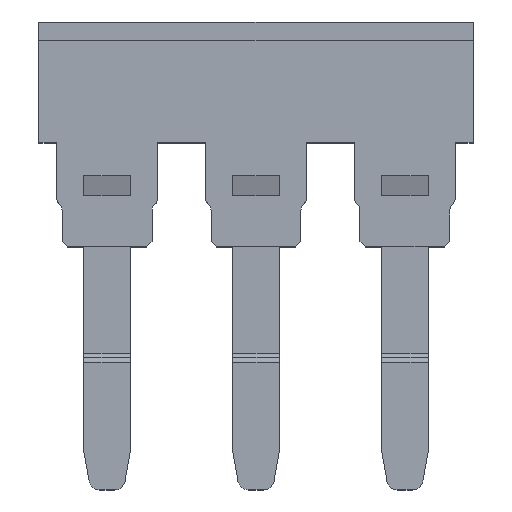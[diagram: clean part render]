
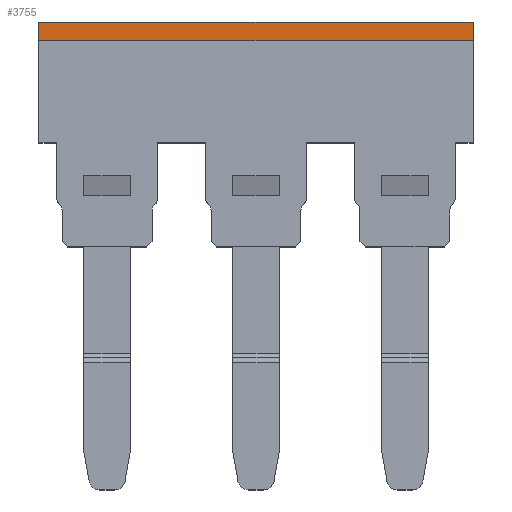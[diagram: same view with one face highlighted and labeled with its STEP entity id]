
A CAD part, top view. The second image highlights one B-rep face of the part: STEP entity #3755.
In plain terms, the highlighted planar face has unit normal (0, 0, 1).
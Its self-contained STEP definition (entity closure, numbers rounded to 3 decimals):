
#11 = ORIENTED_EDGE ( 'NONE', *, *, #3790, .F. ) ;
#31 = ORIENTED_EDGE ( 'NONE', *, *, #3768, .T. ) ;
#41 = ORIENTED_EDGE ( 'NONE', *, *, #3767, .T. ) ;
#66 = ORIENTED_EDGE ( 'NONE', *, *, #3784, .T. ) ;
#200 = CARTESIAN_POINT ( 'NONE',  ( 1157.594, 673.088, 3.75 ) ) ;
#202 = CARTESIAN_POINT ( 'NONE',  ( 1129.594, 673.088, 3.75 ) ) ;
#210 = CARTESIAN_POINT ( 'NONE',  ( 1129.594, 674.288, 3.75 ) ) ;
#251 = CARTESIAN_POINT ( 'NONE',  ( 1157.594, 674.288, 3.75 ) ) ;
#908 = LINE ( 'NONE', #974, #3467 ) ;
#920 = DIRECTION ( 'NONE',  ( 1., 0., 0. ) ) ;
#933 = DIRECTION ( 'NONE',  ( 0., 0., 1. ) ) ;
#935 = PLANE ( 'NONE',  #3440 ) ;
#946 = CARTESIAN_POINT ( 'NONE',  ( 1129.594, 673.088, 3.75 ) ) ;
#954 = FACE_OUTER_BOUND ( 'NONE', #2591, .T. ) ;
#974 = CARTESIAN_POINT ( 'NONE',  ( 1129.594, 666.621, 3.75 ) ) ;
#976 = CARTESIAN_POINT ( 'NONE',  ( 1129.594, 674.288, 3.75 ) ) ;
#977 = LINE ( 'NONE', #976, #3474 ) ;
#982 = DIRECTION ( 'NONE',  ( -1., 0., 0. ) ) ;
#992 = DIRECTION ( 'NONE',  ( 0., -1., 0. ) ) ;
#1003 = DIRECTION ( 'NONE',  ( -1., 0., 0. ) ) ;
#1010 = LINE ( 'NONE', #1022, #3469 ) ;
#1022 = CARTESIAN_POINT ( 'NONE',  ( 1129.594, 673.088, 3.75 ) ) ;
#1023 = LINE ( 'NONE', #1029, #3486 ) ;
#1029 = CARTESIAN_POINT ( 'NONE',  ( 1157.594, 673.088, 3.75 ) ) ;
#1038 = DIRECTION ( 'NONE',  ( 0., 1., 0. ) ) ;
#2344 = VERTEX_POINT ( 'NONE', #251 ) ;
#2352 = VERTEX_POINT ( 'NONE', #200 ) ;
#2365 = VERTEX_POINT ( 'NONE', #202 ) ;
#2378 = VERTEX_POINT ( 'NONE', #210 ) ;
#2591 = EDGE_LOOP ( 'NONE', ( #41, #31, #11, #66 ) ) ;
#3440 = AXIS2_PLACEMENT_3D ( 'NONE', #946, #933, #920 ) ;
#3467 = VECTOR ( 'NONE', #992, 1000. ) ;
#3469 = VECTOR ( 'NONE', #1003, 1000. ) ;
#3474 = VECTOR ( 'NONE', #982, 1000. ) ;
#3486 = VECTOR ( 'NONE', #1038, 1000. ) ;
#3755 = ADVANCED_FACE ( 'NONE', ( #954 ), #935, .T. ) ;
#3767 = EDGE_CURVE ( 'NONE', #2344, #2378, #977, .T. ) ;
#3768 = EDGE_CURVE ( 'NONE', #2378, #2365, #908, .T. ) ;
#3784 = EDGE_CURVE ( 'NONE', #2352, #2344, #1023, .T. ) ;
#3790 = EDGE_CURVE ( 'NONE', #2352, #2365, #1010, .T. ) ;
